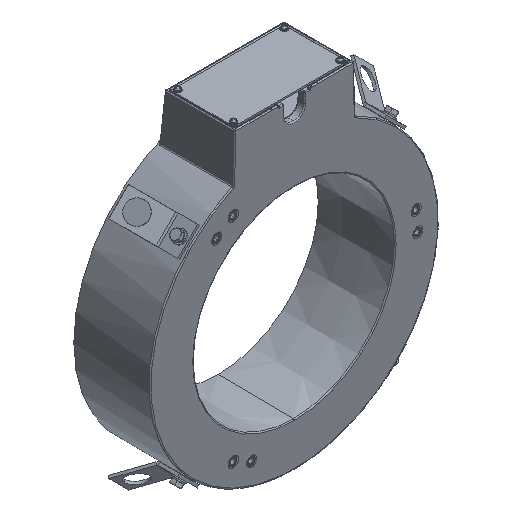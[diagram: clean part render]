
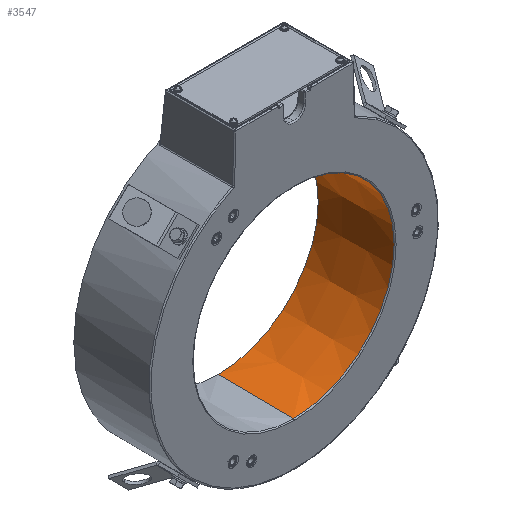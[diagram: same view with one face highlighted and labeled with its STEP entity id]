
A CAD part, isometric view. The second image highlights one B-rep face of the part: STEP entity #3547.
In plain terms, the highlighted conical face has half-angle 0.6 degrees and reference radius 196.929 mm.
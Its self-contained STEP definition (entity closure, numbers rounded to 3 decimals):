
#1377 = CARTESIAN_POINT ( 'NONE',  ( 0., 150., -546.929 ) ) ;
#1379 = DIRECTION ( 'NONE',  ( 0., -1., -0.01 ) ) ;
#1414 = CARTESIAN_POINT ( 'NONE',  ( 0., 150., -153.071 ) ) ;
#1467 = DIRECTION ( 'NONE',  ( 0., -1., 0.01 ) ) ;
#1659 = ORIENTED_EDGE ( 'NONE', *, *, #12431, .F. ) ;
#1665 = ORIENTED_EDGE ( 'NONE', *, *, #7986, .T. ) ;
#1677 = ORIENTED_EDGE ( 'NONE', *, *, #8002, .F. ) ;
#1696 = ORIENTED_EDGE ( 'NONE', *, *, #12399, .T. ) ;
#1902 = EDGE_LOOP ( 'NONE', ( #1677, #1659, #1665, #1696 ) ) ;
#3547 = ADVANCED_FACE ( 'NONE', ( #7608 ), #7605, .F. ) ;
#4774 = CARTESIAN_POINT ( 'NONE',  ( 0., 1.979, -548.479 ) ) ;
#4788 = CARTESIAN_POINT ( 'NONE',  ( 0., 150., -546.929 ) ) ;
#4825 = CARTESIAN_POINT ( 'NONE',  ( 0., 1.979, -151.521 ) ) ;
#4833 = CARTESIAN_POINT ( 'NONE',  ( 0., 150., -153.071 ) ) ;
#5205 = DIRECTION ( 'NONE',  ( 0., -1., 0. ) ) ;
#5220 = CARTESIAN_POINT ( 'NONE',  ( 0., 150., -350. ) ) ;
#5224 = DIRECTION ( 'NONE',  ( 0., 0., -1. ) ) ;
#6848 = VECTOR ( 'NONE', #1379, 1000. ) ;
#6857 = LINE ( 'NONE', #1377, #6848 ) ;
#6891 = LINE ( 'NONE', #1414, #6894 ) ;
#6894 = VECTOR ( 'NONE', #1467, 1000. ) ;
#7436 = VERTEX_POINT ( 'NONE', #4774 ) ;
#7444 = VERTEX_POINT ( 'NONE', #4825 ) ;
#7446 = VERTEX_POINT ( 'NONE', #4788 ) ;
#7473 = VERTEX_POINT ( 'NONE', #4833 ) ;
#7605 = CONICAL_SURFACE ( 'NONE', #10197, 196.929, 0.01 ) ;
#7608 = FACE_OUTER_BOUND ( 'NONE', #1902, .T. ) ;
#7986 = EDGE_CURVE ( 'NONE', #7446, #7436, #6857, .T. ) ;
#8002 = EDGE_CURVE ( 'NONE', #7473, #7444, #6891, .T. ) ;
#8677 = DIRECTION ( 'NONE',  ( 0., -1., 0. ) ) ;
#8694 = DIRECTION ( 'NONE',  ( 0., 0., -1. ) ) ;
#8703 = CARTESIAN_POINT ( 'NONE',  ( 0., 150., -350. ) ) ;
#9326 = DIRECTION ( 'NONE',  ( 0., -1., 0. ) ) ;
#9328 = CARTESIAN_POINT ( 'NONE',  ( 0., 1.979, -350. ) ) ;
#9336 = DIRECTION ( 'NONE',  ( 0., 0., -1. ) ) ;
#9701 = CIRCLE ( 'NONE', #11025, 198.479 ) ;
#9752 = CIRCLE ( 'NONE', #11032, 196.929 ) ;
#10197 = AXIS2_PLACEMENT_3D ( 'NONE', #5220, #5205, #5224 ) ;
#11025 = AXIS2_PLACEMENT_3D ( 'NONE', #9328, #9326, #9336 ) ;
#11032 = AXIS2_PLACEMENT_3D ( 'NONE', #8703, #8677, #8694 ) ;
#12399 = EDGE_CURVE ( 'NONE', #7436, #7444, #9701, .T. ) ;
#12431 = EDGE_CURVE ( 'NONE', #7446, #7473, #9752, .T. ) ;
